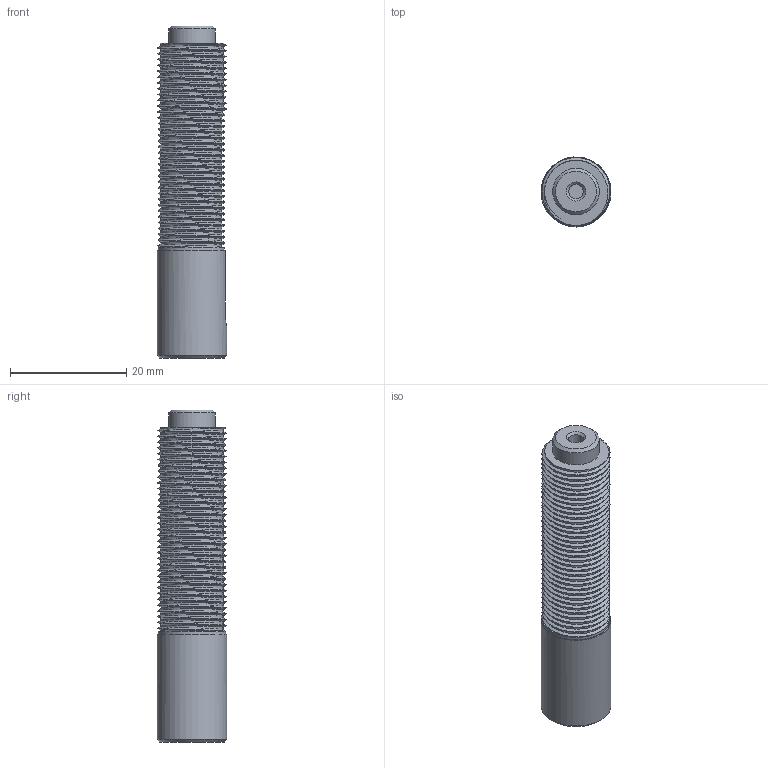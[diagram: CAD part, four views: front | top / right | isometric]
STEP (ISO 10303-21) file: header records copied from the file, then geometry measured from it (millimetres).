
FILE_DESCRIPTION(/* description */ (''),/* implementation_level */ '2;1');
FILE_NAME(/* name */ 'V7 VIS v3.step',/* time_stamp */ '2021-09-28T23:13:28+02:00',/* author */ (''),/* organization */ (''),/* preprocessor_version */ 'ST-DEVELOPER v18.1',/* originating_system */ 'Autodesk Translation Framework v10.10.0.1391',/* authorisation */ '');
FILE_SCHEMA (('AUTOMOTIVE_DESIGN { 1 0 10303 214 3 1 1 }'));
Length unit declared in the file: millimetre
Products named in the file (1): V7 VIS
Bounding box: 12 x 12 x 57 mm (x, y, z)
Volume: 5144.5 mm3; surface area: 3187.4 mm2
Topology: 1 solids, 1 shells, 141 faces, 409 edges, 272 vertices
Faces by surface type: cylinder 78, bspline 50, plane 10, cone 3
Full cylindrical faces by diameter (mm): 2.5 x1, 8 x1, 10.741 x11, 11.684 x11, 12 x1
Entity records: 11020 total; most frequent: CARTESIAN_POINT 7913, ORIENTED_EDGE 818, EDGE_CURVE 409, DIRECTION 352, VERTEX_POINT 272, B_SPLINE_CURVE_WITH_KNOTS 259, EDGE_LOOP 143, FACE_OUTER_BOUND 141
